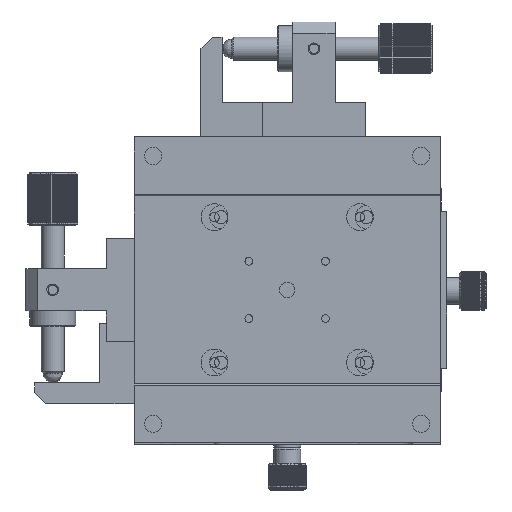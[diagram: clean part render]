
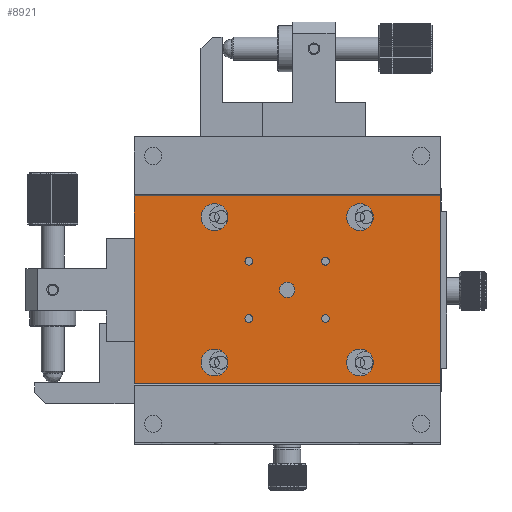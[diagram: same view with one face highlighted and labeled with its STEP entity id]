
A CAD part, front view. The second image highlights one B-rep face of the part: STEP entity #8921.
In plain terms, the highlighted planar face has unit normal (0, 1, 0).
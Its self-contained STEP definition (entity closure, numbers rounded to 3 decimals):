
#104 = EDGE_LOOP ( 'NONE', ( #22693 ) ) ;
#208 = CARTESIAN_POINT ( 'NONE',  ( -47.949, 2.344, 40. ) ) ;
#328 = CIRCLE ( 'NONE', #48946, 3.5 ) ;
#777 = ORIENTED_EDGE ( 'NONE', *, *, #40907, .T. ) ;
#887 = DIRECTION ( 'NONE',  ( 0., 0., 1. ) ) ;
#929 = CARTESIAN_POINT ( 'NONE',  ( 2.051, 2.344, 8.525 ) ) ;
#1091 = DIRECTION ( 'NONE',  ( 0., 0., 1. ) ) ;
#1234 = AXIS2_PLACEMENT_3D ( 'NONE', #44228, #44484, #1091 ) ;
#1266 = DIRECTION ( 'NONE',  ( 0., 1., 0. ) ) ;
#1467 = CARTESIAN_POINT ( 'NONE',  ( -26.949, 2.344, -22.5 ) ) ;
#2084 = FACE_BOUND ( 'NONE', #13544, .T. ) ;
#2133 = LINE ( 'NONE', #12796, #47954 ) ;
#2740 = ORIENTED_EDGE ( 'NONE', *, *, #22717, .F. ) ;
#2966 = EDGE_CURVE ( 'NONE', #23255, #23255, #14336, .T. ) ;
#3028 = CARTESIAN_POINT ( 'NONE',  ( 2.051, 2.344, -6.475 ) ) ;
#4853 = CIRCLE ( 'NONE', #33223, 1.025 ) ;
#4879 = FACE_BOUND ( 'NONE', #43096, .T. ) ;
#5988 = AXIS2_PLACEMENT_3D ( 'NONE', #7329, #31689, #27377 ) ;
#6036 = CARTESIAN_POINT ( 'NONE',  ( -26.949, 2.344, 15.5 ) ) ;
#6325 = CARTESIAN_POINT ( 'NONE',  ( 11.051, 2.344, 19. ) ) ;
#6771 = VERTEX_POINT ( 'NONE', #14388 ) ;
#7018 = DIRECTION ( 'NONE',  ( 0., 0., 1. ) ) ;
#7329 = CARTESIAN_POINT ( 'NONE',  ( 11.051, 2.344, -19. ) ) ;
#7565 = LINE ( 'NONE', #208, #44510 ) ;
#8921 = ADVANCED_FACE ( 'NONE', ( #40155, #39899, #28220, #21367, #36837, #12997, #4879, #47526, #2084, #28713 ), #20365, .T. ) ;
#9015 = EDGE_LOOP ( 'NONE', ( #33860 ) ) ;
#9793 = CARTESIAN_POINT ( 'NONE',  ( 32.051, 2.344, 24.55 ) ) ;
#10460 = DIRECTION ( 'NONE',  ( 0., 0., 1. ) ) ;
#10646 = DIRECTION ( 'NONE',  ( 0., 0., 1. ) ) ;
#10929 = EDGE_LOOP ( 'NONE', ( #37341 ) ) ;
#12796 = CARTESIAN_POINT ( 'NONE',  ( -47.949, 2.344, 24.55 ) ) ;
#12997 = FACE_BOUND ( 'NONE', #10929, .T. ) ;
#13267 = VERTEX_POINT ( 'NONE', #39708 ) ;
#13544 = EDGE_LOOP ( 'NONE', ( #2740 ) ) ;
#13624 = CARTESIAN_POINT ( 'NONE',  ( -26.949, 2.344, 19. ) ) ;
#13837 = CARTESIAN_POINT ( 'NONE',  ( 11.051, 2.344, 15.5 ) ) ;
#14280 = LINE ( 'NONE', #21884, #35166 ) ;
#14336 = CIRCLE ( 'NONE', #47555, 1.025 ) ;
#14388 = CARTESIAN_POINT ( 'NONE',  ( -17.949, 2.344, -6.475 ) ) ;
#15272 = CARTESIAN_POINT ( 'NONE',  ( 32.051, 2.344, -40. ) ) ;
#15558 = CIRCLE ( 'NONE', #20427, 3.5 ) ;
#15860 = CARTESIAN_POINT ( 'NONE',  ( -17.949, 2.344, 7.5 ) ) ;
#16649 = VERTEX_POINT ( 'NONE', #47354 ) ;
#16747 = DIRECTION ( 'NONE',  ( 0., 0., -1. ) ) ;
#17145 = ORIENTED_EDGE ( 'NONE', *, *, #42440, .F. ) ;
#17692 = VERTEX_POINT ( 'NONE', #17906 ) ;
#17898 = EDGE_CURVE ( 'NONE', #16649, #16649, #18962, .T. ) ;
#17906 = CARTESIAN_POINT ( 'NONE',  ( -47.949, 2.344, -24.55 ) ) ;
#18308 = EDGE_CURVE ( 'NONE', #48594, #48594, #49766, .T. ) ;
#18962 = CIRCLE ( 'NONE', #42477, 2. ) ;
#19588 = DIRECTION ( 'NONE',  ( 0., 0., -1. ) ) ;
#20365 = PLANE ( 'NONE',  #1234 ) ;
#20427 = AXIS2_PLACEMENT_3D ( 'NONE', #28151, #1266, #16747 ) ;
#20841 = CARTESIAN_POINT ( 'NONE',  ( -7.949, 2.344, 0. ) ) ;
#21367 = FACE_BOUND ( 'NONE', #43927, .T. ) ;
#21650 = DIRECTION ( 'NONE',  ( 0., 1., 0. ) ) ;
#21884 = CARTESIAN_POINT ( 'NONE',  ( -47.949, 2.344, -24.55 ) ) ;
#22134 = VERTEX_POINT ( 'NONE', #9793 ) ;
#22297 = EDGE_CURVE ( 'NONE', #42105, #42105, #46148, .T. ) ;
#22564 = CARTESIAN_POINT ( 'NONE',  ( 2.051, 2.344, -7.5 ) ) ;
#22635 = LINE ( 'NONE', #15272, #36293 ) ;
#22693 = ORIENTED_EDGE ( 'NONE', *, *, #18308, .F. ) ;
#22717 = EDGE_CURVE ( 'NONE', #49455, #49455, #47758, .T. ) ;
#23009 = ORIENTED_EDGE ( 'NONE', *, *, #27712, .T. ) ;
#23235 = CARTESIAN_POINT ( 'NONE',  ( 2.051, 2.344, 7.5 ) ) ;
#23255 = VERTEX_POINT ( 'NONE', #929 ) ;
#24284 = EDGE_LOOP ( 'NONE', ( #41881 ) ) ;
#24829 = DIRECTION ( 'NONE',  ( 0., 0., -1. ) ) ;
#25037 = VERTEX_POINT ( 'NONE', #44369 ) ;
#25307 = ORIENTED_EDGE ( 'NONE', *, *, #39609, .F. ) ;
#27105 = AXIS2_PLACEMENT_3D ( 'NONE', #6325, #28633, #24829 ) ;
#27377 = DIRECTION ( 'NONE',  ( 0., 0., -1. ) ) ;
#27712 = EDGE_CURVE ( 'NONE', #22134, #32158, #22635, .T. ) ;
#28151 = CARTESIAN_POINT ( 'NONE',  ( -26.949, 2.344, -19. ) ) ;
#28220 = FACE_BOUND ( 'NONE', #104, .T. ) ;
#28633 = DIRECTION ( 'NONE',  ( 0., 1., 0. ) ) ;
#28713 = FACE_BOUND ( 'NONE', #24284, .T. ) ;
#29357 = VERTEX_POINT ( 'NONE', #6036 ) ;
#30058 = CARTESIAN_POINT ( 'NONE',  ( 32.051, 2.344, -24.55 ) ) ;
#30604 = DIRECTION ( 'NONE',  ( 0., 1., 0. ) ) ;
#31689 = DIRECTION ( 'NONE',  ( 0., 1., 0. ) ) ;
#31837 = DIRECTION ( 'NONE',  ( 1., 0., 0. ) ) ;
#32001 = ORIENTED_EDGE ( 'NONE', *, *, #33706, .T. ) ;
#32158 = VERTEX_POINT ( 'NONE', #30058 ) ;
#33223 = AXIS2_PLACEMENT_3D ( 'NONE', #41191, #21650, #10460 ) ;
#33355 = EDGE_LOOP ( 'NONE', ( #32001, #23009, #38136, #777 ) ) ;
#33706 = EDGE_CURVE ( 'NONE', #13267, #22134, #2133, .T. ) ;
#33860 = ORIENTED_EDGE ( 'NONE', *, *, #34421, .F. ) ;
#33997 = AXIS2_PLACEMENT_3D ( 'NONE', #22564, #38309, #10646 ) ;
#34421 = EDGE_CURVE ( 'NONE', #36453, #36453, #15558, .T. ) ;
#35166 = VECTOR ( 'NONE', #37610, 1000. ) ;
#35922 = CIRCLE ( 'NONE', #5988, 3.5 ) ;
#36112 = EDGE_CURVE ( 'NONE', #29357, #29357, #328, .T. ) ;
#36293 = VECTOR ( 'NONE', #19588, 1000. ) ;
#36453 = VERTEX_POINT ( 'NONE', #1467 ) ;
#36837 = FACE_BOUND ( 'NONE', #9015, .T. ) ;
#36971 = DIRECTION ( 'NONE',  ( 0., 1., 0. ) ) ;
#37341 = ORIENTED_EDGE ( 'NONE', *, *, #22297, .F. ) ;
#37610 = DIRECTION ( 'NONE',  ( -1., 0., 0. ) ) ;
#38136 = ORIENTED_EDGE ( 'NONE', *, *, #40298, .T. ) ;
#38309 = DIRECTION ( 'NONE',  ( 0., 1., 0. ) ) ;
#39609 = EDGE_CURVE ( 'NONE', #25037, #25037, #35922, .T. ) ;
#39708 = CARTESIAN_POINT ( 'NONE',  ( -47.949, 2.344, 24.55 ) ) ;
#39899 = FACE_BOUND ( 'NONE', #47180, .T. ) ;
#40155 = FACE_OUTER_BOUND ( 'NONE', #33355, .T. ) ;
#40298 = EDGE_CURVE ( 'NONE', #32158, #17692, #14280, .T. ) ;
#40845 = ORIENTED_EDGE ( 'NONE', *, *, #2966, .F. ) ;
#40907 = EDGE_CURVE ( 'NONE', #17692, #13267, #7565, .T. ) ;
#41117 = ORIENTED_EDGE ( 'NONE', *, *, #36112, .F. ) ;
#41143 = DIRECTION ( 'NONE',  ( 0., 0., -1. ) ) ;
#41191 = CARTESIAN_POINT ( 'NONE',  ( -17.949, 2.344, -7.5 ) ) ;
#41881 = ORIENTED_EDGE ( 'NONE', *, *, #17898, .T. ) ;
#42105 = VERTEX_POINT ( 'NONE', #46397 ) ;
#42440 = EDGE_CURVE ( 'NONE', #6771, #6771, #4853, .T. ) ;
#42477 = AXIS2_PLACEMENT_3D ( 'NONE', #20841, #49012, #41143 ) ;
#42516 = DIRECTION ( 'NONE',  ( 0., 1., 0. ) ) ;
#43096 = EDGE_LOOP ( 'NONE', ( #17145 ) ) ;
#43927 = EDGE_LOOP ( 'NONE', ( #25307 ) ) ;
#44228 = CARTESIAN_POINT ( 'NONE',  ( -47.949, 2.344, -24.55 ) ) ;
#44369 = CARTESIAN_POINT ( 'NONE',  ( 11.051, 2.344, -22.5 ) ) ;
#44484 = DIRECTION ( 'NONE',  ( 0., 1., 0. ) ) ;
#44510 = VECTOR ( 'NONE', #49677, 1000. ) ;
#45112 = DIRECTION ( 'NONE',  ( 0., 0., -1. ) ) ;
#46148 = CIRCLE ( 'NONE', #49358, 1.025 ) ;
#46397 = CARTESIAN_POINT ( 'NONE',  ( -17.949, 2.344, 8.525 ) ) ;
#47180 = EDGE_LOOP ( 'NONE', ( #41117 ) ) ;
#47354 = CARTESIAN_POINT ( 'NONE',  ( -7.949, 2.344, -2. ) ) ;
#47526 = FACE_BOUND ( 'NONE', #48640, .T. ) ;
#47555 = AXIS2_PLACEMENT_3D ( 'NONE', #23235, #30604, #7018 ) ;
#47758 = CIRCLE ( 'NONE', #33997, 1.025 ) ;
#47954 = VECTOR ( 'NONE', #31837, 1000. ) ;
#48594 = VERTEX_POINT ( 'NONE', #13837 ) ;
#48640 = EDGE_LOOP ( 'NONE', ( #40845 ) ) ;
#48946 = AXIS2_PLACEMENT_3D ( 'NONE', #13624, #36971, #45112 ) ;
#49012 = DIRECTION ( 'NONE',  ( 0., -1., 0. ) ) ;
#49358 = AXIS2_PLACEMENT_3D ( 'NONE', #15860, #42516, #887 ) ;
#49455 = VERTEX_POINT ( 'NONE', #3028 ) ;
#49677 = DIRECTION ( 'NONE',  ( 0., 0., 1. ) ) ;
#49766 = CIRCLE ( 'NONE', #27105, 3.5 ) ;
